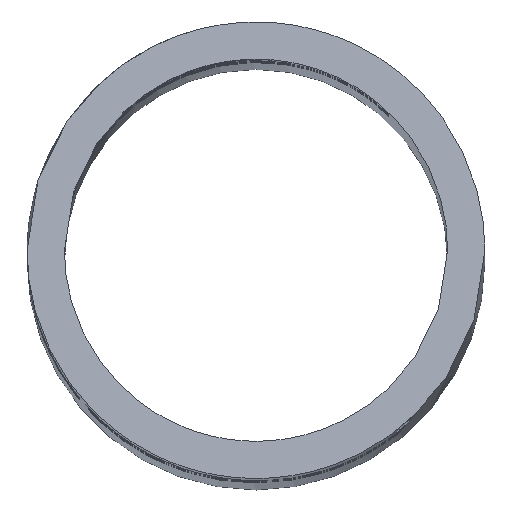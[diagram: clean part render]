
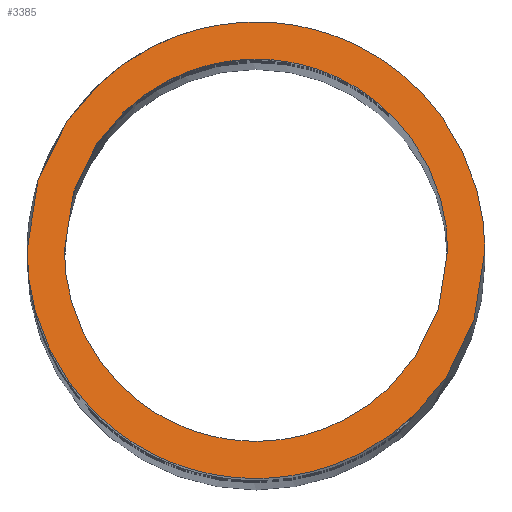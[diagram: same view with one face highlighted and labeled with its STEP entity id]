
A CAD part, top view. The second image highlights one B-rep face of the part: STEP entity #3385.
In plain terms, the highlighted planar face has unit normal (0, 0.87, 0.494).
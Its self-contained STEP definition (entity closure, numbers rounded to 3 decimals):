
#245 = DIRECTION ( 'NONE',  ( 0., 0.869, 0.494 ) ) ;
#421 = CARTESIAN_POINT ( 'NONE',  ( -0.622, -1.244, 9.071 ) ) ;
#428 = CARTESIAN_POINT ( 'NONE',  ( 0.521, 1.041, 5.049 ) ) ;
#713 = EDGE_CURVE ( 'NONE', #5194, #1125, #1518, .T. ) ;
#801 = EDGE_CURVE ( 'NONE', #1125, #5194, #2476, .T. ) ;
#816 = CARTESIAN_POINT ( 'NONE',  ( -0.521, 0., 6.881 ) ) ;
#1125 = VERTEX_POINT ( 'NONE', #2308 ) ;
#1200 = CARTESIAN_POINT ( 'NONE',  ( 0.622, -1.244, 9.071 ) ) ;
#1337 = PLANE ( 'NONE',  #3577 ) ;
#1518 =( BOUNDED_CURVE ( )  B_SPLINE_CURVE ( 3, ( #1559, #1200, #421, #5238 ),
 .UNSPECIFIED., .F., .T. ) 
 B_SPLINE_CURVE_WITH_KNOTS ( ( 4, 4 ),
 ( 4.712, 7.854 ),
 .UNSPECIFIED. ) 
 CURVE ( )  GEOMETRIC_REPRESENTATION_ITEM ( )  RATIONAL_B_SPLINE_CURVE ( ( 1., 0.333, 0.333, 1. ) ) 
 REPRESENTATION_ITEM ( '' )  );
#1559 = CARTESIAN_POINT ( 'NONE',  ( 0.622, 0., 6.881 ) ) ;
#1620 = CARTESIAN_POINT ( 'NONE',  ( 0.622, 1.244, 4.692 ) ) ;
#2017 = CARTESIAN_POINT ( 'NONE',  ( -0.622, 1.244, 4.692 ) ) ;
#2031 = EDGE_CURVE ( 'NONE', #4986, #3959, #4299, .T. ) ;
#2200 = CARTESIAN_POINT ( 'NONE',  ( -0.521, 0., 6.881 ) ) ;
#2308 = CARTESIAN_POINT ( 'NONE',  ( -0.622, 0., 6.881 ) ) ;
#2392 = EDGE_CURVE ( 'NONE', #3959, #4986, #3747, .T. ) ;
#2442 = ORIENTED_EDGE ( 'NONE', *, *, #2392, .T. ) ;
#2476 =( BOUNDED_CURVE ( )  B_SPLINE_CURVE ( 3, ( #3207, #2017, #1620, #4867 ),
 .UNSPECIFIED., .F., .T. ) 
 B_SPLINE_CURVE_WITH_KNOTS ( ( 4, 4 ),
 ( 1.571, 4.712 ),
 .UNSPECIFIED. ) 
 CURVE ( )  GEOMETRIC_REPRESENTATION_ITEM ( )  RATIONAL_B_SPLINE_CURVE ( ( 1., 0.333, 0.333, 1. ) ) 
 REPRESENTATION_ITEM ( '' )  );
#2571 = CARTESIAN_POINT ( 'NONE',  ( 0.521, 0., 6.881 ) ) ;
#2621 = DIRECTION ( 'NONE',  ( 0., -0.494, 0.869 ) ) ;
#2818 = EDGE_LOOP ( 'NONE', ( #3267, #4553 ) ) ;
#2839 = CARTESIAN_POINT ( 'NONE',  ( -0.521, 1.041, 5.049 ) ) ;
#2999 = FACE_BOUND ( 'NONE', #4805, .T. ) ;
#3207 = CARTESIAN_POINT ( 'NONE',  ( -0.622, 0., 6.881 ) ) ;
#3267 = ORIENTED_EDGE ( 'NONE', *, *, #713, .F. ) ;
#3327 = CARTESIAN_POINT ( 'NONE',  ( 0.521, -1.041, 8.714 ) ) ;
#3344 = CARTESIAN_POINT ( 'NONE',  ( -0.521, -1.041, 8.714 ) ) ;
#3371 = FACE_OUTER_BOUND ( 'NONE', #2818, .T. ) ;
#3385 = ADVANCED_FACE ( 'NONE', ( #3371, #2999 ), #1337, .T. ) ;
#3577 = AXIS2_PLACEMENT_3D ( 'NONE', #4672, #245, #2621 ) ;
#3582 = CARTESIAN_POINT ( 'NONE',  ( 0.521, 0., 6.881 ) ) ;
#3725 = CARTESIAN_POINT ( 'NONE',  ( 0.521, 0., 6.881 ) ) ;
#3747 =( BOUNDED_CURVE ( )  B_SPLINE_CURVE ( 3, ( #4876, #2839, #428, #3582 ),
 .UNSPECIFIED., .F., .T. ) 
 B_SPLINE_CURVE_WITH_KNOTS ( ( 4, 4 ),
 ( 1.571, 4.712 ),
 .UNSPECIFIED. ) 
 CURVE ( )  GEOMETRIC_REPRESENTATION_ITEM ( )  RATIONAL_B_SPLINE_CURVE ( ( 1., 0.333, 0.333, 1. ) ) 
 REPRESENTATION_ITEM ( '' )  );
#3882 = CARTESIAN_POINT ( 'NONE',  ( 0.622, 0., 6.881 ) ) ;
#3959 = VERTEX_POINT ( 'NONE', #816 ) ;
#4078 = ORIENTED_EDGE ( 'NONE', *, *, #2031, .T. ) ;
#4299 =( BOUNDED_CURVE ( )  B_SPLINE_CURVE ( 3, ( #2571, #3327, #3344, #2200 ),
 .UNSPECIFIED., .F., .T. ) 
 B_SPLINE_CURVE_WITH_KNOTS ( ( 4, 4 ),
 ( 4.712, 7.854 ),
 .UNSPECIFIED. ) 
 CURVE ( )  GEOMETRIC_REPRESENTATION_ITEM ( )  RATIONAL_B_SPLINE_CURVE ( ( 1., 0.333, 0.333, 1. ) ) 
 REPRESENTATION_ITEM ( '' )  );
#4553 = ORIENTED_EDGE ( 'NONE', *, *, #801, .F. ) ;
#4672 = CARTESIAN_POINT ( 'NONE',  ( 10., -0.622, 7.976 ) ) ;
#4805 = EDGE_LOOP ( 'NONE', ( #4078, #2442 ) ) ;
#4867 = CARTESIAN_POINT ( 'NONE',  ( 0.622, 0., 6.881 ) ) ;
#4876 = CARTESIAN_POINT ( 'NONE',  ( -0.521, 0., 6.881 ) ) ;
#4986 = VERTEX_POINT ( 'NONE', #3725 ) ;
#5194 = VERTEX_POINT ( 'NONE', #3882 ) ;
#5238 = CARTESIAN_POINT ( 'NONE',  ( -0.622, 0., 6.881 ) ) ;
